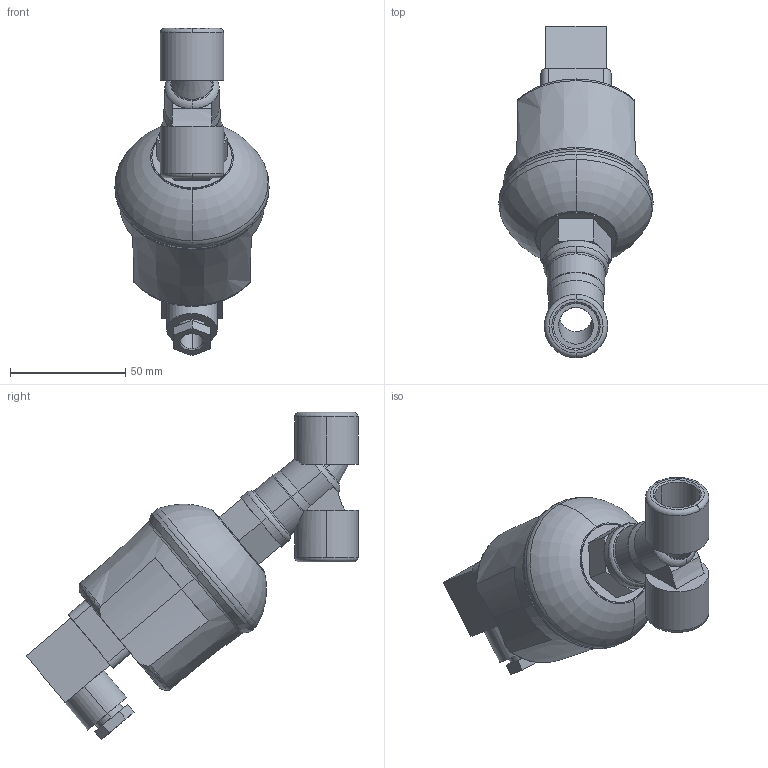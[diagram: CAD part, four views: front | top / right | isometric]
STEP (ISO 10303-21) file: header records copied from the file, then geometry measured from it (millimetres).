
FILE_DESCRIPTION(('STEP AP203'),'1');
FILE_NAME('motorised_valves_e290c53v0ka00v1.stp','2015-06-11T08:44:01',('TraceParts'),('TraceParts S.A.'),'Spatial InterOp 3D',' ',' ');
FILE_SCHEMA(('CONFIG_CONTROL_DESIGN'));
Length unit declared in the file: millimetre
Products named in the file (1): 1
Bounding box: 67 x 144.23 x 142.21 mm (x, y, z)
Volume: 251124.8 mm3; surface area: 35290 mm2
Topology: 1 solids, 1 shells, 148 faces, 389 edges, 252 vertices
Faces by surface type: plane 54, cylinder 43, torus 28, cone 20, sphere 3
Entity records: 5310 total; most frequent: CARTESIAN_POINT 1471, DIRECTION 865, ORIENTED_EDGE 778, EDGE_CURVE 389, AXIS2_PLACEMENT_3D 359, VERTEX_POINT 252, CIRCLE 190, EDGE_LOOP 159
